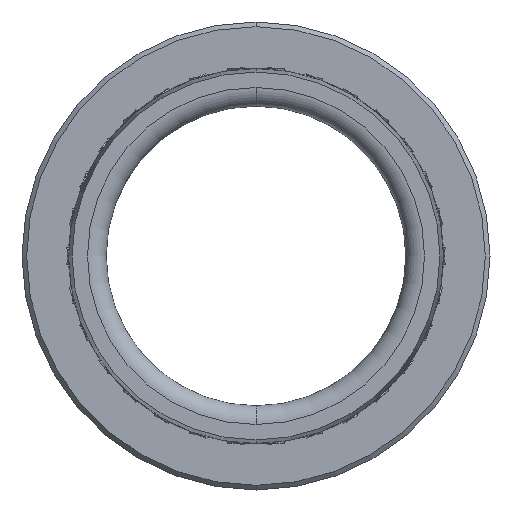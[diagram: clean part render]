
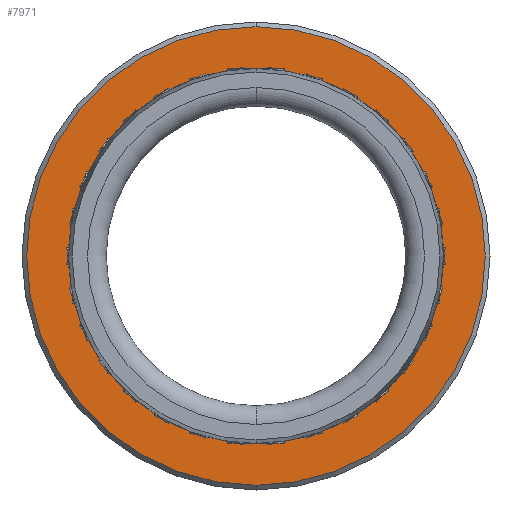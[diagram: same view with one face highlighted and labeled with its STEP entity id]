
A CAD part, front view. The second image highlights one B-rep face of the part: STEP entity #7971.
In plain terms, the highlighted planar face has unit normal (0, -1, 0).
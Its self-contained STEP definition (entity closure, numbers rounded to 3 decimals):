
#143 = DIRECTION ( 'NONE',  ( 0., 0., -1. ) ) ;
#555 = DIRECTION ( 'NONE',  ( 0., 0., -1. ) ) ;
#630 = CARTESIAN_POINT ( 'NONE',  ( 0., 25.929, -20. ) ) ;
#836 = EDGE_LOOP ( 'NONE', ( #4464, #2944 ) ) ;
#1240 = CARTESIAN_POINT ( 'NONE',  ( 0., 25.929, 0. ) ) ;
#1254 = DIRECTION ( 'NONE',  ( 0., 0., -1. ) ) ;
#1358 = DIRECTION ( 'NONE',  ( 0., -1., 0. ) ) ;
#1651 = FACE_BOUND ( 'NONE', #836, .T. ) ;
#2104 = ORIENTED_EDGE ( 'NONE', *, *, #4224, .T. ) ;
#2170 = AXIS2_PLACEMENT_3D ( 'NONE', #1240, #9777, #555 ) ;
#2237 = EDGE_LOOP ( 'NONE', ( #4934, #2104 ) ) ;
#2519 = AXIS2_PLACEMENT_3D ( 'NONE', #9294, #8663, #143 ) ;
#2579 = AXIS2_PLACEMENT_3D ( 'NONE', #6731, #1358, #1254 ) ;
#2619 = EDGE_CURVE ( 'NONE', #3166, #8734, #6693, .T. ) ;
#2944 = ORIENTED_EDGE ( 'NONE', *, *, #2619, .F. ) ;
#2957 = AXIS2_PLACEMENT_3D ( 'NONE', #9842, #8334, #9138 ) ;
#3166 = VERTEX_POINT ( 'NONE', #8270 ) ;
#3228 = CIRCLE ( 'NONE', #2519, 24.5 ) ;
#3486 = VERTEX_POINT ( 'NONE', #3603 ) ;
#3603 = CARTESIAN_POINT ( 'NONE',  ( 0., 25.929, -24.5 ) ) ;
#3608 = DIRECTION ( 'NONE',  ( 0., -1., 0. ) ) ;
#3802 = AXIS2_PLACEMENT_3D ( 'NONE', #9669, #3608, #9741 ) ;
#4224 = EDGE_CURVE ( 'NONE', #3486, #8363, #3228, .T. ) ;
#4419 = EDGE_CURVE ( 'NONE', #8363, #3486, #4655, .T. ) ;
#4464 = ORIENTED_EDGE ( 'NONE', *, *, #6034, .F. ) ;
#4655 = CIRCLE ( 'NONE', #3802, 24.5 ) ;
#4934 = ORIENTED_EDGE ( 'NONE', *, *, #4419, .T. ) ;
#6034 = EDGE_CURVE ( 'NONE', #8734, #3166, #8028, .T. ) ;
#6693 = CIRCLE ( 'NONE', #2170, 20. ) ;
#6731 = CARTESIAN_POINT ( 'NONE',  ( 0., 25.929, 0. ) ) ;
#7971 = ADVANCED_FACE ( 'NONE', ( #8250, #1651 ), #9040, .T. ) ;
#8028 = CIRCLE ( 'NONE', #2579, 20. ) ;
#8250 = FACE_OUTER_BOUND ( 'NONE', #2237, .T. ) ;
#8270 = CARTESIAN_POINT ( 'NONE',  ( 0., 25.929, 20. ) ) ;
#8334 = DIRECTION ( 'NONE',  ( 0., -1., 0. ) ) ;
#8363 = VERTEX_POINT ( 'NONE', #9231 ) ;
#8663 = DIRECTION ( 'NONE',  ( 0., -1., 0. ) ) ;
#8734 = VERTEX_POINT ( 'NONE', #630 ) ;
#9040 = PLANE ( 'NONE',  #2957 ) ;
#9138 = DIRECTION ( 'NONE',  ( 0., 0., -1. ) ) ;
#9231 = CARTESIAN_POINT ( 'NONE',  ( 0., 25.929, 24.5 ) ) ;
#9294 = CARTESIAN_POINT ( 'NONE',  ( 0., 25.929, 0. ) ) ;
#9669 = CARTESIAN_POINT ( 'NONE',  ( 0., 25.929, 0. ) ) ;
#9741 = DIRECTION ( 'NONE',  ( 0., 0., -1. ) ) ;
#9777 = DIRECTION ( 'NONE',  ( 0., -1., 0. ) ) ;
#9842 = CARTESIAN_POINT ( 'NONE',  ( 20., 25.929, 0. ) ) ;
